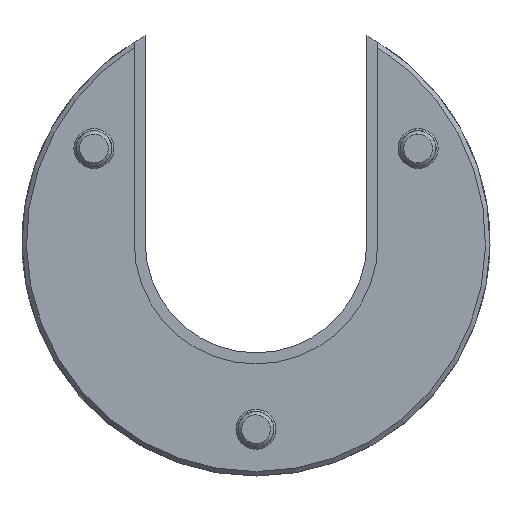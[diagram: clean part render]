
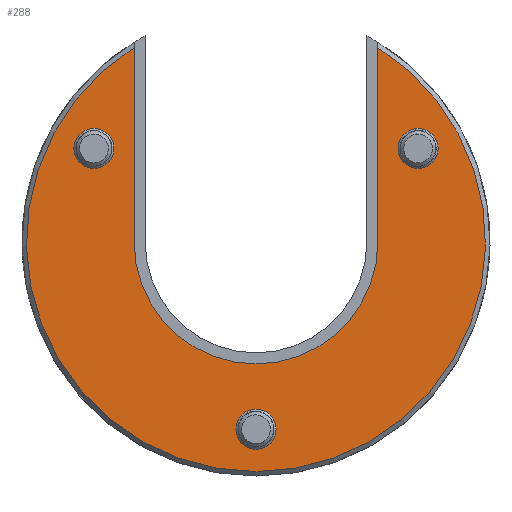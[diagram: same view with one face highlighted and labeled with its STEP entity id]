
A CAD part, front view. The second image highlights one B-rep face of the part: STEP entity #288.
In plain terms, the highlighted planar face has unit normal (0, -1, 0).
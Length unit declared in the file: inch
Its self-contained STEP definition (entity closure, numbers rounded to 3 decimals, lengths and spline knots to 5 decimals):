
#12 = CARTESIAN_POINT ( 'NONE',  ( 0., 0., 0. ) ) ;
#16 = ORIENTED_EDGE ( 'NONE', *, *, #1100, .T. ) ;
#72 = VERTEX_POINT ( 'NONE', #1628 ) ;
#74 = VERTEX_POINT ( 'NONE', #741 ) ;
#78 = CIRCLE ( 'NONE', #1240, 0.06693 ) ;
#126 = CARTESIAN_POINT ( 'NONE',  ( -0.407, 0., 0. ) ) ;
#130 = DIRECTION ( 'NONE',  ( 0., 1., 0. ) ) ;
#145 = LINE ( 'NONE', #881, #1655 ) ;
#152 = ORIENTED_EDGE ( 'NONE', *, *, #159, .T. ) ;
#154 = ORIENTED_EDGE ( 'NONE', *, *, #1568, .T. ) ;
#159 = EDGE_CURVE ( 'NONE', #1085, #1128, #1456, .T. ) ;
#195 = VECTOR ( 'NONE', #1588, 39.37008 ) ;
#206 = DIRECTION ( 'NONE',  ( 0., 0., 1. ) ) ;
#219 = CIRCLE ( 'NONE', #1166, 0.06693 ) ;
#229 = CARTESIAN_POINT ( 'NONE',  ( -0.54127, 0., 0.37943 ) ) ;
#258 = EDGE_CURVE ( 'NONE', #574, #1085, #145, .T. ) ;
#262 = CIRCLE ( 'NONE', #265, 0.06693 ) ;
#265 = AXIS2_PLACEMENT_3D ( 'NONE', #990, #130, #1147 ) ;
#283 = CARTESIAN_POINT ( 'NONE',  ( 0., 0., 0. ) ) ;
#288 = ADVANCED_FACE ( 'NONE', ( #532, #490, #1705, #1261 ), #1180, .F. ) ;
#337 = ORIENTED_EDGE ( 'NONE', *, *, #1595, .T. ) ;
#355 = EDGE_CURVE ( 'NONE', #500, #72, #1808, .T. ) ;
#371 = DIRECTION ( 'NONE',  ( 0., 1., 0. ) ) ;
#380 = CARTESIAN_POINT ( 'NONE',  ( 0.54127, 0., 0.3125 ) ) ;
#432 = DIRECTION ( 'NONE',  ( 0., 0., 1. ) ) ;
#445 = CARTESIAN_POINT ( 'NONE',  ( -0.54127, 0., 0.3125 ) ) ;
#455 = DIRECTION ( 'NONE',  ( 0., 0., -1. ) ) ;
#465 = AXIS2_PLACEMENT_3D ( 'NONE', #283, #1300, #432 ) ;
#488 = AXIS2_PLACEMENT_3D ( 'NONE', #12, #872, #1770 ) ;
#490 = FACE_BOUND ( 'NONE', #1571, .T. ) ;
#492 = DIRECTION ( 'NONE',  ( 0., 1., 0. ) ) ;
#493 = EDGE_CURVE ( 'NONE', #1197, #574, #1674, .T. ) ;
#500 = VERTEX_POINT ( 'NONE', #1712 ) ;
#507 = DIRECTION ( 'NONE',  ( 0., 1., 0. ) ) ;
#532 = FACE_BOUND ( 'NONE', #942, .T. ) ;
#571 = CARTESIAN_POINT ( 'NONE',  ( 0.407, 0., 0. ) ) ;
#574 = VERTEX_POINT ( 'NONE', #1265 ) ;
#577 = CARTESIAN_POINT ( 'NONE',  ( 0., 0., -0.407 ) ) ;
#585 = LINE ( 'NONE', #703, #195 ) ;
#592 = VERTEX_POINT ( 'NONE', #126 ) ;
#593 = DIRECTION ( 'NONE',  ( 0., 0., 1. ) ) ;
#643 = CARTESIAN_POINT ( 'NONE',  ( -0.54127, 0., 0.24557 ) ) ;
#647 = AXIS2_PLACEMENT_3D ( 'NONE', #1114, #1572, #967 ) ;
#672 = EDGE_LOOP ( 'NONE', ( #806, #851, #941, #152, #16 ) ) ;
#673 = EDGE_LOOP ( 'NONE', ( #1344, #684 ) ) ;
#684 = ORIENTED_EDGE ( 'NONE', *, *, #1515, .T. ) ;
#703 = CARTESIAN_POINT ( 'NONE',  ( -0.407, 0., 0. ) ) ;
#741 = CARTESIAN_POINT ( 'NONE',  ( 0., 0., -0.55807 ) ) ;
#793 = CARTESIAN_POINT ( 'NONE',  ( 0., 0., -0.625 ) ) ;
#806 = ORIENTED_EDGE ( 'NONE', *, *, #1801, .T. ) ;
#851 = ORIENTED_EDGE ( 'NONE', *, *, #493, .T. ) ;
#872 = DIRECTION ( 'NONE',  ( 0., 1., 0. ) ) ;
#881 = CARTESIAN_POINT ( 'NONE',  ( 0.407, 0., 0.99974 ) ) ;
#890 = CIRCLE ( 'NONE', #1474, 0.06693 ) ;
#891 = VERTEX_POINT ( 'NONE', #229 ) ;
#909 = CARTESIAN_POINT ( 'NONE',  ( 0., 0., 0. ) ) ;
#933 = CIRCLE ( 'NONE', #465, 0.407 ) ;
#938 = DIRECTION ( 'NONE',  ( 0., 0., 1. ) ) ;
#941 = ORIENTED_EDGE ( 'NONE', *, *, #258, .T. ) ;
#942 = EDGE_LOOP ( 'NONE', ( #154, #337 ) ) ;
#952 = VERTEX_POINT ( 'NONE', #643 ) ;
#967 = DIRECTION ( 'NONE',  ( 0., 0., 1. ) ) ;
#990 = CARTESIAN_POINT ( 'NONE',  ( 0.54127, 0., 0.3125 ) ) ;
#1050 = EDGE_CURVE ( 'NONE', #72, #500, #262, .T. ) ;
#1085 = VERTEX_POINT ( 'NONE', #571 ) ;
#1099 = CARTESIAN_POINT ( 'NONE',  ( 0., 0., -0.69193 ) ) ;
#1100 = EDGE_CURVE ( 'NONE', #1128, #592, #933, .T. ) ;
#1114 = CARTESIAN_POINT ( 'NONE',  ( 0., 0., 0. ) ) ;
#1128 = VERTEX_POINT ( 'NONE', #577 ) ;
#1147 = DIRECTION ( 'NONE',  ( 0., 0., 1. ) ) ;
#1166 = AXIS2_PLACEMENT_3D ( 'NONE', #1385, #507, #1531 ) ;
#1180 = PLANE ( 'NONE',  #488 ) ;
#1197 = VERTEX_POINT ( 'NONE', #1759 ) ;
#1202 = AXIS2_PLACEMENT_3D ( 'NONE', #909, #1514, #1379 ) ;
#1210 = EDGE_CURVE ( 'NONE', #891, #952, #78, .T. ) ;
#1234 = ORIENTED_EDGE ( 'NONE', *, *, #1050, .T. ) ;
#1240 = AXIS2_PLACEMENT_3D ( 'NONE', #445, #1472, #593 ) ;
#1243 = CARTESIAN_POINT ( 'NONE',  ( 0., 0., -0.625 ) ) ;
#1261 = FACE_OUTER_BOUND ( 'NONE', #672, .T. ) ;
#1265 = CARTESIAN_POINT ( 'NONE',  ( 0.407, 0., 0.64952 ) ) ;
#1293 = CIRCLE ( 'NONE', #1371, 0.06693 ) ;
#1300 = DIRECTION ( 'NONE',  ( 0., 1., 0. ) ) ;
#1344 = ORIENTED_EDGE ( 'NONE', *, *, #1210, .T. ) ;
#1371 = AXIS2_PLACEMENT_3D ( 'NONE', #793, #1828, #938 ) ;
#1379 = DIRECTION ( 'NONE',  ( 0., 0., 1. ) ) ;
#1385 = CARTESIAN_POINT ( 'NONE',  ( -0.54127, 0., 0.3125 ) ) ;
#1395 = ORIENTED_EDGE ( 'NONE', *, *, #355, .T. ) ;
#1396 = DIRECTION ( 'NONE',  ( 0., 0., 1. ) ) ;
#1456 = CIRCLE ( 'NONE', #1202, 0.407 ) ;
#1472 = DIRECTION ( 'NONE',  ( 0., 1., 0. ) ) ;
#1474 = AXIS2_PLACEMENT_3D ( 'NONE', #1243, #371, #1396 ) ;
#1514 = DIRECTION ( 'NONE',  ( 0., 1., 0. ) ) ;
#1515 = EDGE_CURVE ( 'NONE', #952, #891, #219, .T. ) ;
#1531 = DIRECTION ( 'NONE',  ( 0., 0., 1. ) ) ;
#1568 = EDGE_CURVE ( 'NONE', #74, #1642, #1293, .T. ) ;
#1571 = EDGE_LOOP ( 'NONE', ( #1395, #1234 ) ) ;
#1572 = DIRECTION ( 'NONE',  ( 0., -1., 0. ) ) ;
#1588 = DIRECTION ( 'NONE',  ( 0., 0., 1. ) ) ;
#1595 = EDGE_CURVE ( 'NONE', #1642, #74, #890, .T. ) ;
#1628 = CARTESIAN_POINT ( 'NONE',  ( 0.54127, 0., 0.24557 ) ) ;
#1642 = VERTEX_POINT ( 'NONE', #1099 ) ;
#1655 = VECTOR ( 'NONE', #455, 39.37008 ) ;
#1674 = CIRCLE ( 'NONE', #647, 0.7665 ) ;
#1705 = FACE_BOUND ( 'NONE', #673, .T. ) ;
#1712 = CARTESIAN_POINT ( 'NONE',  ( 0.54127, 0., 0.37943 ) ) ;
#1759 = CARTESIAN_POINT ( 'NONE',  ( -0.407, 0., 0.64952 ) ) ;
#1770 = DIRECTION ( 'NONE',  ( 0., 0., 1. ) ) ;
#1801 = EDGE_CURVE ( 'NONE', #592, #1197, #585, .T. ) ;
#1808 = CIRCLE ( 'NONE', #1861, 0.06693 ) ;
#1828 = DIRECTION ( 'NONE',  ( 0., 1., 0. ) ) ;
#1861 = AXIS2_PLACEMENT_3D ( 'NONE', #380, #492, #206 ) ;
